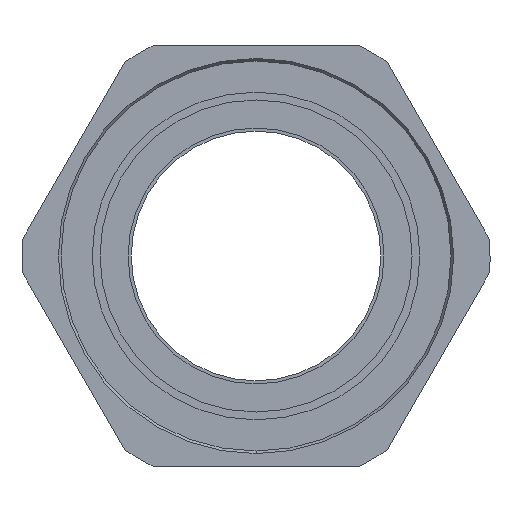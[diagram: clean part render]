
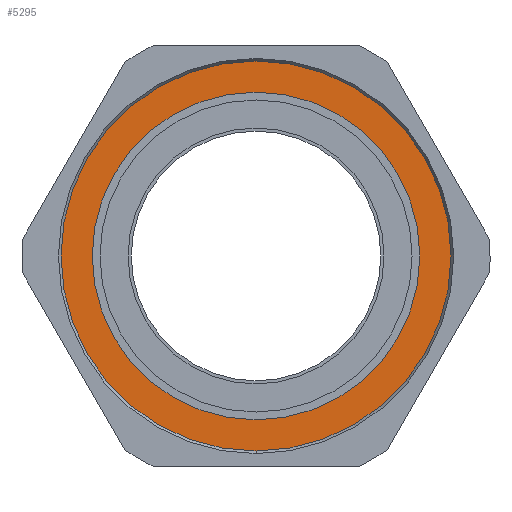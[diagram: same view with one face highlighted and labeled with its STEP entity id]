
A CAD part, front view. The second image highlights one B-rep face of the part: STEP entity #5295.
In plain terms, the highlighted planar face has unit normal (0, -1, 0).
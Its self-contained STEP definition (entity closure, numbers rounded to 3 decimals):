
#150 = VERTEX_POINT ( 'NONE', #2319 ) ;
#216 = EDGE_CURVE ( 'NONE', #2032, #5343, #4464, .T. ) ;
#349 = ORIENTED_EDGE ( 'NONE', *, *, #1199, .F. ) ;
#563 = DIRECTION ( 'NONE',  ( 0., 0., 1. ) ) ;
#843 = EDGE_LOOP ( 'NONE', ( #1435, #1807 ) ) ;
#853 = AXIS2_PLACEMENT_3D ( 'NONE', #4791, #3106, #563 ) ;
#1199 = EDGE_CURVE ( 'NONE', #150, #2414, #1803, .T. ) ;
#1212 = FACE_OUTER_BOUND ( 'NONE', #4666, .T. ) ;
#1221 = CARTESIAN_POINT ( 'NONE',  ( 0., 0., 0. ) ) ;
#1385 = DIRECTION ( 'NONE',  ( 0., -1., 0. ) ) ;
#1435 = ORIENTED_EDGE ( 'NONE', *, *, #4560, .F. ) ;
#1645 = DIRECTION ( 'NONE',  ( 0., 0., 1. ) ) ;
#1803 = CIRCLE ( 'NONE', #4407, 12.5 ) ;
#1807 = ORIENTED_EDGE ( 'NONE', *, *, #216, .F. ) ;
#1835 = PLANE ( 'NONE',  #853 ) ;
#1900 = EDGE_CURVE ( 'NONE', #2414, #150, #5450, .T. ) ;
#1949 = DIRECTION ( 'NONE',  ( 0., -1., 0. ) ) ;
#2032 = VERTEX_POINT ( 'NONE', #2901 ) ;
#2077 = AXIS2_PLACEMENT_3D ( 'NONE', #2380, #5352, #2814 ) ;
#2319 = CARTESIAN_POINT ( 'NONE',  ( 0., 0., 12.5 ) ) ;
#2380 = CARTESIAN_POINT ( 'NONE',  ( 0., 0., 0. ) ) ;
#2414 = VERTEX_POINT ( 'NONE', #3820 ) ;
#2557 = ORIENTED_EDGE ( 'NONE', *, *, #1900, .F. ) ;
#2814 = DIRECTION ( 'NONE',  ( 0., 0., 1. ) ) ;
#2901 = CARTESIAN_POINT ( 'NONE',  ( 0., 0., -10.5 ) ) ;
#3106 = DIRECTION ( 'NONE',  ( 0., 1., 0. ) ) ;
#3136 = CIRCLE ( 'NONE', #3466, 10.5 ) ;
#3330 = FACE_BOUND ( 'NONE', #843, .T. ) ;
#3466 = AXIS2_PLACEMENT_3D ( 'NONE', #3916, #1385, #4352 ) ;
#3820 = CARTESIAN_POINT ( 'NONE',  ( 0., 0., -12.5 ) ) ;
#3916 = CARTESIAN_POINT ( 'NONE',  ( 0., 0., 0. ) ) ;
#4173 = DIRECTION ( 'NONE',  ( 0., 1., 0. ) ) ;
#4352 = DIRECTION ( 'NONE',  ( 1., 0., 0. ) ) ;
#4402 = CARTESIAN_POINT ( 'NONE',  ( 0., 0., 10.5 ) ) ;
#4407 = AXIS2_PLACEMENT_3D ( 'NONE', #1221, #4173, #1645 ) ;
#4464 = CIRCLE ( 'NONE', #5230, 10.5 ) ;
#4560 = EDGE_CURVE ( 'NONE', #5343, #2032, #3136, .T. ) ;
#4666 = EDGE_LOOP ( 'NONE', ( #349, #2557 ) ) ;
#4791 = CARTESIAN_POINT ( 'NONE',  ( 12.5, 0., 0. ) ) ;
#4906 = DIRECTION ( 'NONE',  ( 1., 0., 0. ) ) ;
#5230 = AXIS2_PLACEMENT_3D ( 'NONE', #5339, #1949, #4906 ) ;
#5295 = ADVANCED_FACE ( 'NONE', ( #3330, #1212 ), #1835, .F. ) ;
#5339 = CARTESIAN_POINT ( 'NONE',  ( 0., 0., 0. ) ) ;
#5343 = VERTEX_POINT ( 'NONE', #4402 ) ;
#5352 = DIRECTION ( 'NONE',  ( 0., 1., 0. ) ) ;
#5450 = CIRCLE ( 'NONE', #2077, 12.5 ) ;
